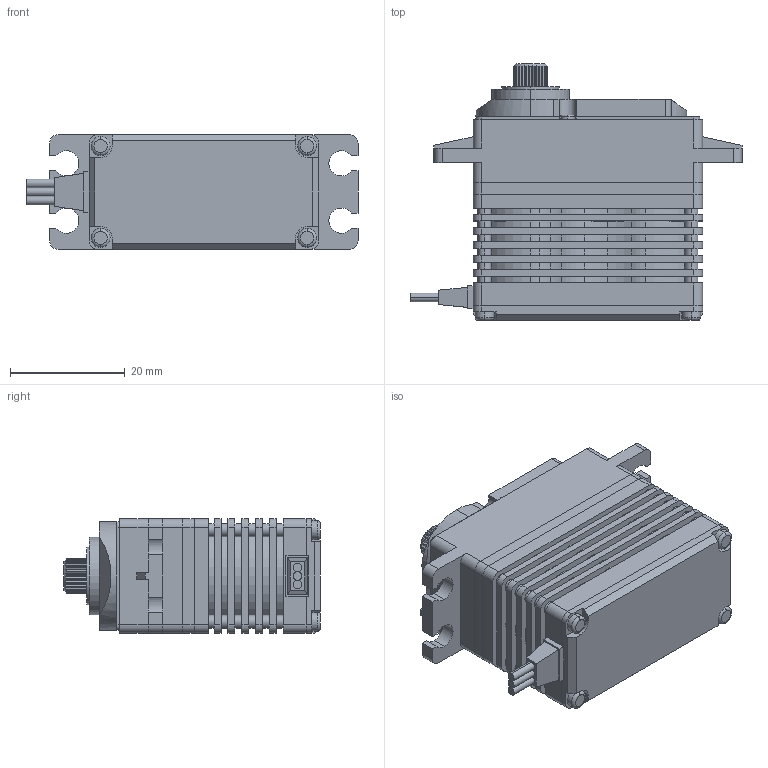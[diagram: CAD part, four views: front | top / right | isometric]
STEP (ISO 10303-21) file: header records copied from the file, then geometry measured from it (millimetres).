
FILE_DESCRIPTION (( 'STEP AP214' ), '1' );
FILE_NAME ('HSB-9380TH.STEP', '2019-02-16T21:42:25', ( '' ), ( '' ), 'SwSTEP 2.0', 'SolidWorks 2018', '' );
FILE_SCHEMA (( 'AUTOMOTIVE_DESIGN' ));
Length unit declared in the file: millimetre
Products named in the file (1): HSB-9380TH
Bounding box: 57.88 x 44.75 x 20 mm (x, y, z)
Volume: 29586.5 mm3; surface area: 14332.5 mm2
Topology: 9 solids, 9 shells, 488 faces, 1323 edges, 875 vertices
Faces by surface type: cylinder 264, plane 210, torus 12, cone 2
Entity records: 18221 total; most frequent: CARTESIAN_POINT 2843, DIRECTION 2806, ORIENTED_EDGE 2646, EDGE_CURVE 1323, AXIS2_PLACEMENT_3D 1046, VERTEX_POINT 875, LINE 714, VECTOR 714
